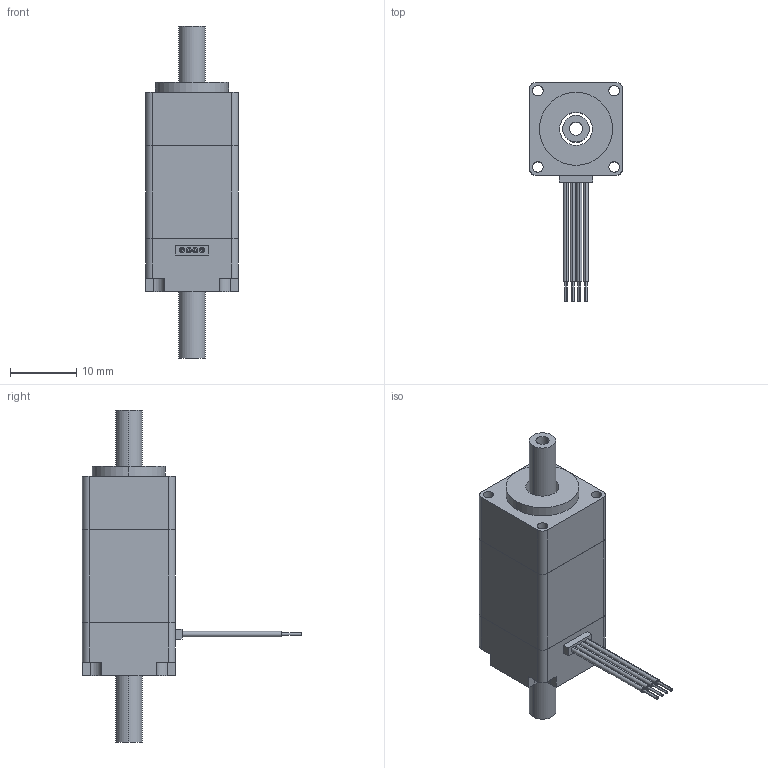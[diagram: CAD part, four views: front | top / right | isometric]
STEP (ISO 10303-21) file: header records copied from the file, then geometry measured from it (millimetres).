
FILE_DESCRIPTION (( 'STEP AP214' ), '1' );
FILE_NAME ('14HO230-0304-002.STEP', '2025-10-20T08:46:42', ( '' ), ( '' ), 'SwSTEP 2.0', 'SolidWorks 2024', '' );
FILE_SCHEMA (( 'AUTOMOTIVE_DESIGN' ));
Length unit declared in the file: millimetre
Products named in the file (1): 14HO230-0304-002
Bounding box: 14 x 33 x 50 mm (x, y, z)
Volume: 5598.3 mm3; surface area: 4880 mm2
Topology: 4 solids, 4 shells, 118 faces, 296 edges, 196 vertices
Faces by surface type: cylinder 70, plane 46, cone 2
Entity records: 3702 total; most frequent: DIRECTION 674, CARTESIAN_POINT 611, ORIENTED_EDGE 592, EDGE_CURVE 296, AXIS2_PLACEMENT_3D 259, VERTEX_POINT 196, EDGE_LOOP 160, LINE 156
